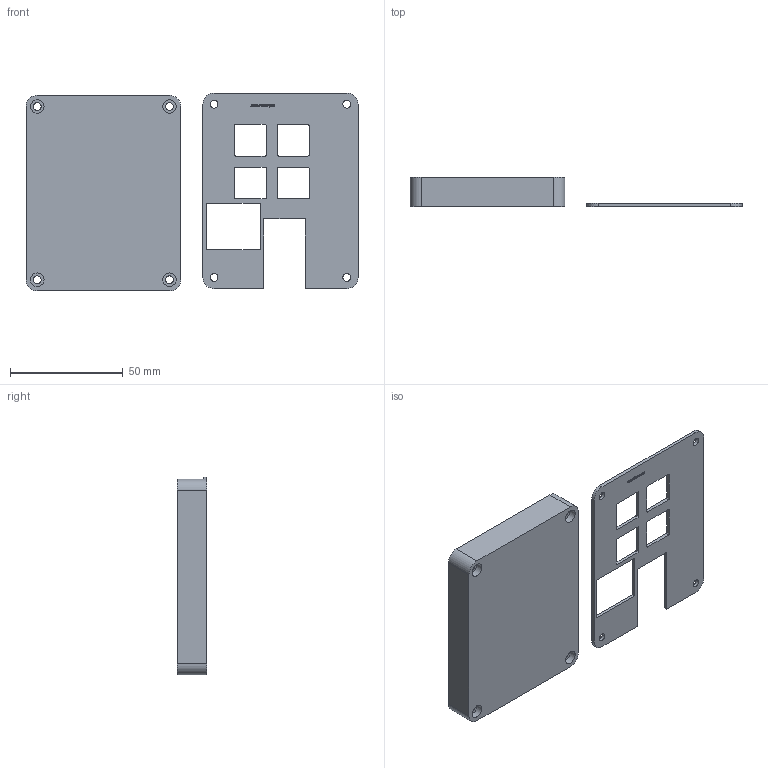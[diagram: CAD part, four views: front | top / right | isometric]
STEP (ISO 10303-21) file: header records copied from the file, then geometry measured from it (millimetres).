
FILE_DESCRIPTION(/* description */ (''),/* implementation_level */ '2;1');
FILE_NAME(/* name */ '4aafc172-77e4-4d28-9403-86f2c73ec02f.stp',/* time_stamp */ '2025-11-25T00:49:37Z',/* author */ (''),/* organization */ (''),/* preprocessor_version */ 'ST-DEVELOPER v20.1',/* originating_system */ 'Autodesk Translation Framework v14.21.0.0',/* authorisation */ '');
FILE_SCHEMA (('AUTOMOTIVE_DESIGN { 1 0 10303 214 3 1 1 }'));
Length unit declared in the file: millimetre
Products named in the file (3): 2025-11-17-21-25-33-973; 2025-11-17-21-28-33-556; 2025-11-19-15-56-08-694
Assembly tree (2 placements, depth 2):
  2025-11-17-21-25-33-973
    2025-11-17-21-28-33-556
    2025-11-19-15-56-08-694
Bounding box: 147.26 x 13 x 87.8 mm (x, y, z)
Volume: 48741.4 mm3; surface area: 27774.9 mm2
Topology: 2 solids, 2 shells, 403 faces, 1128 edges, 752 vertices
Faces by surface type: bspline 233, plane 134, cylinder 36
Full cylindrical faces by diameter (mm): 3.4 x8, 6 x4
Entity records: 15221 total; most frequent: CARTESIAN_POINT 6249, ORIENTED_EDGE 2256, EDGE_CURVE 1128, DIRECTION 1084, VERTEX_POINT 752, LINE 590, VECTOR 590, B_SPLINE_CURVE_WITH_KNOTS 466
